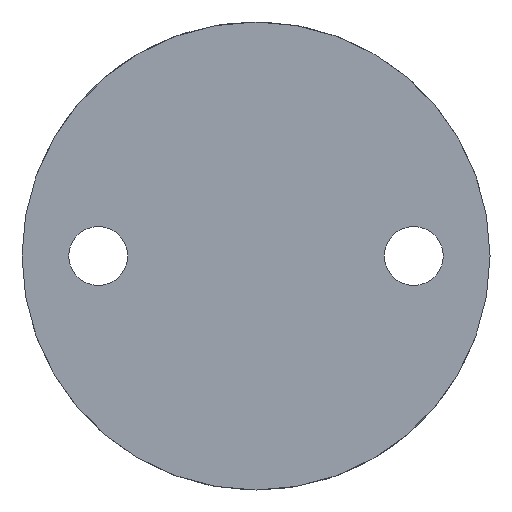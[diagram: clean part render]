
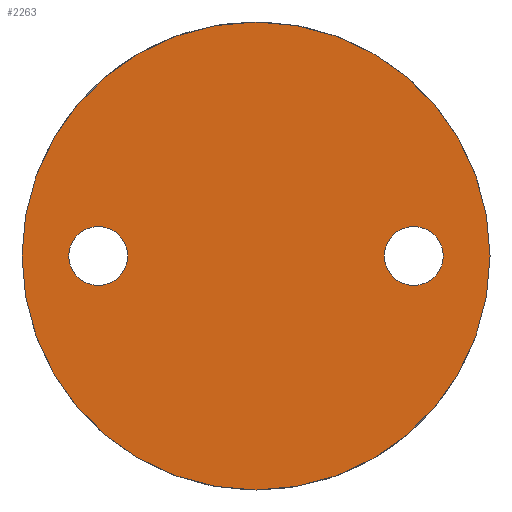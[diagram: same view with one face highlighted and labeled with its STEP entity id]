
A CAD part, front view. The second image highlights one B-rep face of the part: STEP entity #2263.
In plain terms, the highlighted planar face has unit normal (0, -1, 0).
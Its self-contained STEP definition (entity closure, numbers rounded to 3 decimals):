
#33 = DIRECTION ( 'NONE',  ( 0., 0., 1. ) ) ;
#49 = DIRECTION ( 'NONE',  ( 0., 0., 1. ) ) ;
#118 = EDGE_CURVE ( 'NONE', #1346, #595, #1771, .T. ) ;
#130 = DIRECTION ( 'NONE',  ( 0., 0., 1. ) ) ;
#133 = EDGE_CURVE ( 'NONE', #2235, #2841, #523, .T. ) ;
#210 = AXIS2_PLACEMENT_3D ( 'NONE', #1915, #268, #33 ) ;
#224 = DIRECTION ( 'NONE',  ( 0., 1., 0. ) ) ;
#268 = DIRECTION ( 'NONE',  ( 0., 1., 0. ) ) ;
#346 = EDGE_LOOP ( 'NONE', ( #2791, #682 ) ) ;
#362 = AXIS2_PLACEMENT_3D ( 'NONE', #1442, #1933, #442 ) ;
#389 = AXIS2_PLACEMENT_3D ( 'NONE', #787, #2790, #1501 ) ;
#442 = DIRECTION ( 'NONE',  ( 0., 0., 1. ) ) ;
#458 = EDGE_CURVE ( 'NONE', #2841, #2235, #2969, .T. ) ;
#523 = CIRCLE ( 'NONE', #389, 5. ) ;
#581 = CIRCLE ( 'NONE', #1519, 5. ) ;
#595 = VERTEX_POINT ( 'NONE', #3094 ) ;
#645 = CARTESIAN_POINT ( 'NONE',  ( -26.8, 0., -5. ) ) ;
#682 = ORIENTED_EDGE ( 'NONE', *, *, #118, .F. ) ;
#685 = FACE_OUTER_BOUND ( 'NONE', #346, .T. ) ;
#711 = VERTEX_POINT ( 'NONE', #645 ) ;
#787 = CARTESIAN_POINT ( 'NONE',  ( 26.8, 0., 0. ) ) ;
#799 = CARTESIAN_POINT ( 'NONE',  ( 26.8, 0., 0. ) ) ;
#1009 = AXIS2_PLACEMENT_3D ( 'NONE', #799, #2560, #1061 ) ;
#1061 = DIRECTION ( 'NONE',  ( 0., 0., 1. ) ) ;
#1268 = CARTESIAN_POINT ( 'NONE',  ( 0., 0., 39.75 ) ) ;
#1346 = VERTEX_POINT ( 'NONE', #1268 ) ;
#1391 = EDGE_CURVE ( 'NONE', #3037, #711, #581, .T. ) ;
#1425 = FACE_BOUND ( 'NONE', #2671, .T. ) ;
#1442 = CARTESIAN_POINT ( 'NONE',  ( 0., 0., 0. ) ) ;
#1501 = DIRECTION ( 'NONE',  ( 0., 0., 1. ) ) ;
#1511 = CARTESIAN_POINT ( 'NONE',  ( 26.8, 0., -5. ) ) ;
#1519 = AXIS2_PLACEMENT_3D ( 'NONE', #3065, #1561, #49 ) ;
#1561 = DIRECTION ( 'NONE',  ( 0., 1., 0. ) ) ;
#1639 = DIRECTION ( 'NONE',  ( 0., 1., 0. ) ) ;
#1685 = CARTESIAN_POINT ( 'NONE',  ( 26.8, 0., 5. ) ) ;
#1696 = PLANE ( 'NONE',  #362 ) ;
#1735 = CARTESIAN_POINT ( 'NONE',  ( -26.8, 0., 0. ) ) ;
#1771 = CIRCLE ( 'NONE', #210, 39.75 ) ;
#1833 = CIRCLE ( 'NONE', #3271, 5. ) ;
#1915 = CARTESIAN_POINT ( 'NONE',  ( 0., 0., 0. ) ) ;
#1933 = DIRECTION ( 'NONE',  ( 0., 1., 0. ) ) ;
#1991 = DIRECTION ( 'NONE',  ( 0., 0., 1. ) ) ;
#2096 = FACE_BOUND ( 'NONE', #2566, .T. ) ;
#2189 = AXIS2_PLACEMENT_3D ( 'NONE', #3156, #1639, #130 ) ;
#2223 = CARTESIAN_POINT ( 'NONE',  ( -26.8, 0., 5. ) ) ;
#2235 = VERTEX_POINT ( 'NONE', #1685 ) ;
#2263 = ADVANCED_FACE ( 'NONE', ( #2096, #1425, #685 ), #1696, .F. ) ;
#2486 = ORIENTED_EDGE ( 'NONE', *, *, #133, .T. ) ;
#2560 = DIRECTION ( 'NONE',  ( 0., 1., 0. ) ) ;
#2566 = EDGE_LOOP ( 'NONE', ( #2807, #2896 ) ) ;
#2602 = ORIENTED_EDGE ( 'NONE', *, *, #458, .T. ) ;
#2632 = EDGE_CURVE ( 'NONE', #595, #1346, #2871, .T. ) ;
#2671 = EDGE_LOOP ( 'NONE', ( #2486, #2602 ) ) ;
#2790 = DIRECTION ( 'NONE',  ( 0., 1., 0. ) ) ;
#2791 = ORIENTED_EDGE ( 'NONE', *, *, #2632, .F. ) ;
#2807 = ORIENTED_EDGE ( 'NONE', *, *, #1391, .T. ) ;
#2841 = VERTEX_POINT ( 'NONE', #1511 ) ;
#2871 = CIRCLE ( 'NONE', #2189, 39.75 ) ;
#2896 = ORIENTED_EDGE ( 'NONE', *, *, #3074, .T. ) ;
#2969 = CIRCLE ( 'NONE', #1009, 5. ) ;
#3037 = VERTEX_POINT ( 'NONE', #2223 ) ;
#3065 = CARTESIAN_POINT ( 'NONE',  ( -26.8, 0., 0. ) ) ;
#3074 = EDGE_CURVE ( 'NONE', #711, #3037, #1833, .T. ) ;
#3094 = CARTESIAN_POINT ( 'NONE',  ( 0., 0., -39.75 ) ) ;
#3156 = CARTESIAN_POINT ( 'NONE',  ( 0., 0., 0. ) ) ;
#3271 = AXIS2_PLACEMENT_3D ( 'NONE', #1735, #224, #1991 ) ;
